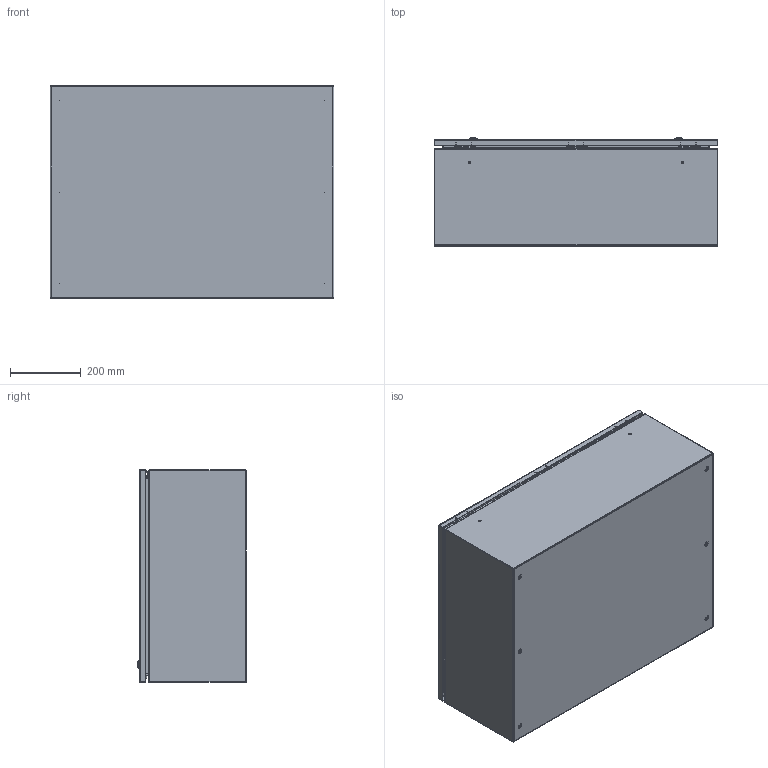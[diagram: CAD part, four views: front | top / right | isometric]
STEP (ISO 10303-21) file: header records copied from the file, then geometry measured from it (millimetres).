
FILE_DESCRIPTION(/* description */ (''),/* implementation_level */ '2;1');
FILE_NAME(/* name */ 'Шкаф SES 80.60.30.000.stp',/* time_stamp */ '2021-01-18T20:55:07+03:00',/* author */ ('KB-STEPAN'),/* organization */ (''),/* preprocessor_version */ 'ST-DEVELOPER v16.1',/* originating_system */ 'Autodesk Inventor 2016',/* authorisation */ '');
FILE_SCHEMA (('AUTOMOTIVE_DESIGN { 1 0 10303 214 3 1 1 }'));
Length unit declared in the file: millimetre
Products named in the file (1): Деталь10
Bounding box: 800 x 305.5 x 600.5 mm (x, y, z)
Volume: 3774207.6 mm3; surface area: 4690156.6 mm2
Topology: 4 solids, 21 shells, 1641 faces, 4100 edges, 2538 vertices
Faces by surface type: plane 963, cylinder 432, cone 155, bspline 73, torus 18
Full cylindrical faces by diameter (mm): 1 x17, 3.8 x2, 4.917 x2, 5 x15, 5.2 x6, 5.3 x6, 5.5 x4, 6 x21, 6.4 x6, 7.5 x6, 8 x29, 8.4 x12, 8.7 x2, 9 x6, 9.2 x1, 12 x12, 16 x12, 27 x2, 33 x2
Entity records: 49054 total; most frequent: CARTESIAN_POINT 11326, DIRECTION 7360, ORIENTED_EDGE 7272, EDGE_CURVE 3633, AXIS2_PLACEMENT_3D 2788, VERTEX_POINT 2391, EDGE_LOOP 2159, LINE 1784
